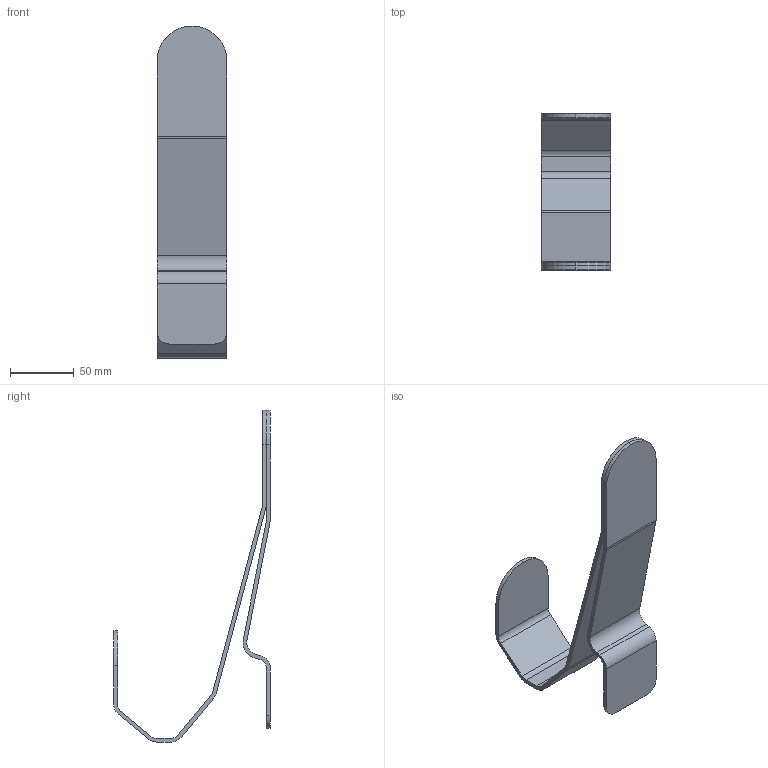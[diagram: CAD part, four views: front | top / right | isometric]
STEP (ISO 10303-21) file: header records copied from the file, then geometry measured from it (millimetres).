
FILE_DESCRIPTION( ( 'STEP AP203' ), '1' );
FILE_NAME( 'prosthesis-leg-2.step', ' ', ( ' ' ), ( ' ' ), 'PSStep 22.0.50', ' ', ' ' );
FILE_SCHEMA( ( 'CONFIG_CONTROL_DESIGN' ) );
Length unit declared in the file: metre
Products named in the file (2): 1; 2
Bounding box: 55 x 123 x 261 mm (x, y, z)
Volume: 101930.7 mm3; surface area: 72627.9 mm2
Topology: 2 solids, 2 shells, 51 faces, 141 edges, 94 vertices
Faces by surface type: cylinder 26, plane 25
Entity records: 1718 total; most frequent: DIRECTION 299, CARTESIAN_POINT 288, ORIENTED_EDGE 282, EDGE_CURVE 141, AXIS2_PLACEMENT_3D 105, VERTEX_POINT 94, LINE 89, VECTOR 89
